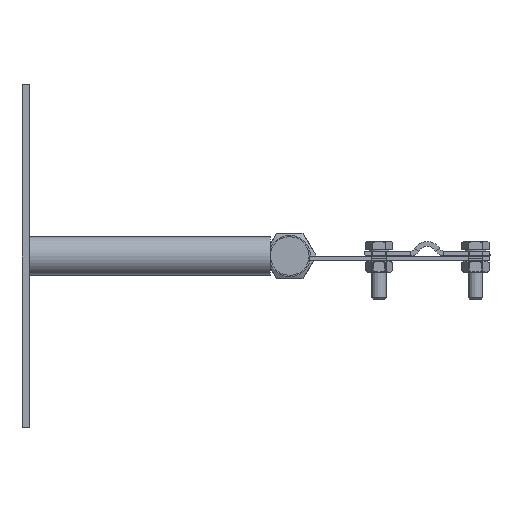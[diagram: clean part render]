
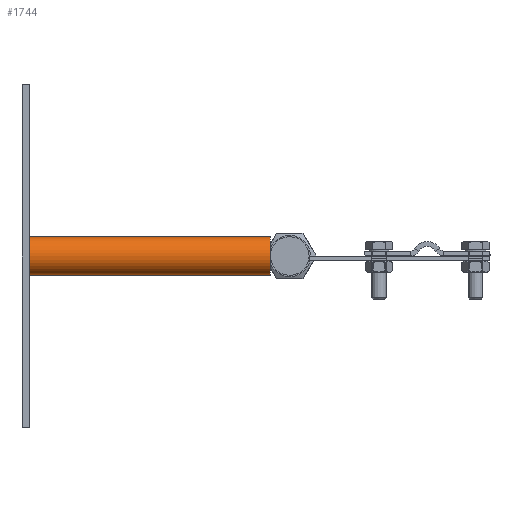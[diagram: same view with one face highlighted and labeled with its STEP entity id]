
A CAD part, front view. The second image highlights one B-rep face of the part: STEP entity #1744.
In plain terms, the highlighted cylindrical face has radius 8 mm (diameter 16 mm), a full revolution.
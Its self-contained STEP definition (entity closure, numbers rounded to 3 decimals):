
#206=CYLINDRICAL_SURFACE('',#2160,8.);
#309=CIRCLE('',#2161,8.);
#310=CIRCLE('',#2162,8.);
#414=FACE_OUTER_BOUND('',#551,.T.);
#551=EDGE_LOOP('',(#1573,#1574,#1575,#1576));
#665=LINE('',#3261,#777);
#777=VECTOR('',#2681,8.);
#914=VERTEX_POINT('',#3258);
#915=VERTEX_POINT('',#3260);
#1134=EDGE_CURVE('',#914,#914,#309,.T.);
#1135=EDGE_CURVE('',#914,#915,#665,.T.);
#1136=EDGE_CURVE('',#915,#915,#310,.T.);
#1573=ORIENTED_EDGE('',*,*,#1134,.F.);
#1574=ORIENTED_EDGE('',*,*,#1135,.T.);
#1575=ORIENTED_EDGE('',*,*,#1136,.T.);
#1576=ORIENTED_EDGE('',*,*,#1135,.F.);
#1744=ADVANCED_FACE('',(#414),#206,.T.);
#2160=AXIS2_PLACEMENT_3D('',#3257,#2677,#2678);
#2161=AXIS2_PLACEMENT_3D('',#3259,#2679,#2680);
#2162=AXIS2_PLACEMENT_3D('',#3262,#2682,#2683);
#2677=DIRECTION('center_axis',(0.,0.,1.));
#2678=DIRECTION('ref_axis',(1.,0.,0.));
#2679=DIRECTION('center_axis',(0.,0.,1.));
#2680=DIRECTION('ref_axis',(1.,0.,0.));
#2681=DIRECTION('',(0.,0.,-1.));
#2682=DIRECTION('center_axis',(0.,0.,1.));
#2683=DIRECTION('ref_axis',(1.,0.,0.));
#3257=CARTESIAN_POINT('Origin',(0.,0.,0.));
#3258=CARTESIAN_POINT('',(-8.,0.,100.));
#3259=CARTESIAN_POINT('Origin',(0.,0.,100.));
#3260=CARTESIAN_POINT('',(-8.,0.,0.));
#3261=CARTESIAN_POINT('',(-8.,0.,0.));
#3262=CARTESIAN_POINT('Origin',(0.,0.,0.));
